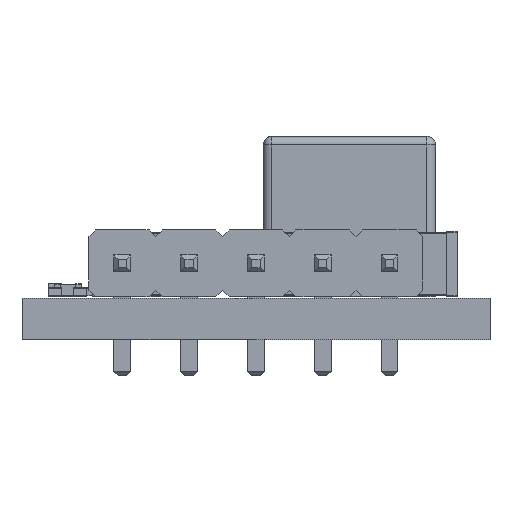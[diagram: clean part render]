
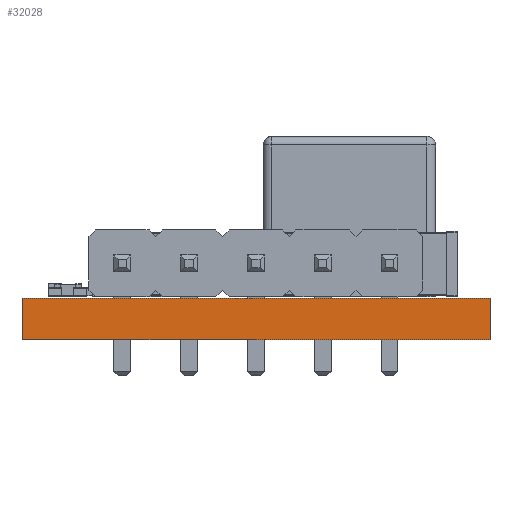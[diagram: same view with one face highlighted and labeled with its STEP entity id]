
A CAD part, front view. The second image highlights one B-rep face of the part: STEP entity #32028.
In plain terms, the highlighted planar face has unit normal (0, -1, 0).
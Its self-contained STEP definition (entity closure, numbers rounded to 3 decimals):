
#32028 = ADVANCED_FACE('',(#32029),#32043,.T.);
#32029 = FACE_BOUND('',#32030,.T.);
#32030 = EDGE_LOOP('',(#32031,#32066,#32094,#32122));
#32031 = ORIENTED_EDGE('',*,*,#32032,.T.);
#32032 = EDGE_CURVE('',#32033,#32035,#32037,.T.);
#32033 = VERTEX_POINT('',#32034);
#32034 = CARTESIAN_POINT('',(117.8,-127.05,0.));
#32035 = VERTEX_POINT('',#32036);
#32036 = CARTESIAN_POINT('',(117.8,-127.05,1.58));
#32037 = SURFACE_CURVE('',#32038,(#32042,#32054),.PCURVE_S1.);
#32038 = LINE('',#32039,#32040);
#32039 = CARTESIAN_POINT('',(117.8,-127.05,0.));
#32040 = VECTOR('',#32041,1.);
#32041 = DIRECTION('',(0.,0.,1.));
#32042 = PCURVE('',#32043,#32048);
#32043 = PLANE('',#32044);
#32044 = AXIS2_PLACEMENT_3D('',#32045,#32046,#32047);
#32045 = CARTESIAN_POINT('',(117.8,-127.05,0.));
#32046 = DIRECTION('',(0.,-1.,0.));
#32047 = DIRECTION('',(-1.,0.,0.));
#32048 = DEFINITIONAL_REPRESENTATION('',(#32049),#32053);
#32049 = LINE('',#32050,#32051);
#32050 = CARTESIAN_POINT('',(0.,-0.));
#32051 = VECTOR('',#32052,1.);
#32052 = DIRECTION('',(0.,-1.));
#32053 = ( GEOMETRIC_REPRESENTATION_CONTEXT(2) 
PARAMETRIC_REPRESENTATION_CONTEXT() REPRESENTATION_CONTEXT('2D SPACE',''
  ) );
#32054 = PCURVE('',#32055,#32060);
#32055 = PLANE('',#32056);
#32056 = AXIS2_PLACEMENT_3D('',#32057,#32058,#32059);
#32057 = CARTESIAN_POINT('',(117.8,-100.,0.));
#32058 = DIRECTION('',(1.,0.,-0.));
#32059 = DIRECTION('',(0.,-1.,0.));
#32060 = DEFINITIONAL_REPRESENTATION('',(#32061),#32065);
#32061 = LINE('',#32062,#32063);
#32062 = CARTESIAN_POINT('',(27.05,0.));
#32063 = VECTOR('',#32064,1.);
#32064 = DIRECTION('',(0.,-1.));
#32065 = ( GEOMETRIC_REPRESENTATION_CONTEXT(2) 
PARAMETRIC_REPRESENTATION_CONTEXT() REPRESENTATION_CONTEXT('2D SPACE',''
  ) );
#32066 = ORIENTED_EDGE('',*,*,#32067,.T.);
#32067 = EDGE_CURVE('',#32035,#32068,#32070,.T.);
#32068 = VERTEX_POINT('',#32069);
#32069 = CARTESIAN_POINT('',(100.,-127.05,1.58));
#32070 = SURFACE_CURVE('',#32071,(#32075,#32082),.PCURVE_S1.);
#32071 = LINE('',#32072,#32073);
#32072 = CARTESIAN_POINT('',(117.8,-127.05,1.58));
#32073 = VECTOR('',#32074,1.);
#32074 = DIRECTION('',(-1.,0.,0.));
#32075 = PCURVE('',#32043,#32076);
#32076 = DEFINITIONAL_REPRESENTATION('',(#32077),#32081);
#32077 = LINE('',#32078,#32079);
#32078 = CARTESIAN_POINT('',(0.,-1.58));
#32079 = VECTOR('',#32080,1.);
#32080 = DIRECTION('',(1.,0.));
#32081 = ( GEOMETRIC_REPRESENTATION_CONTEXT(2) 
PARAMETRIC_REPRESENTATION_CONTEXT() REPRESENTATION_CONTEXT('2D SPACE',''
  ) );
#32082 = PCURVE('',#32083,#32088);
#32083 = PLANE('',#32084);
#32084 = AXIS2_PLACEMENT_3D('',#32085,#32086,#32087);
#32085 = CARTESIAN_POINT('',(108.9,-113.525,1.58));
#32086 = DIRECTION('',(-0.,-0.,-1.));
#32087 = DIRECTION('',(-1.,0.,0.));
#32088 = DEFINITIONAL_REPRESENTATION('',(#32089),#32093);
#32089 = LINE('',#32090,#32091);
#32090 = CARTESIAN_POINT('',(-8.9,-13.525));
#32091 = VECTOR('',#32092,1.);
#32092 = DIRECTION('',(1.,0.));
#32093 = ( GEOMETRIC_REPRESENTATION_CONTEXT(2) 
PARAMETRIC_REPRESENTATION_CONTEXT() REPRESENTATION_CONTEXT('2D SPACE',''
  ) );
#32094 = ORIENTED_EDGE('',*,*,#32095,.F.);
#32095 = EDGE_CURVE('',#32096,#32068,#32098,.T.);
#32096 = VERTEX_POINT('',#32097);
#32097 = CARTESIAN_POINT('',(100.,-127.05,0.));
#32098 = SURFACE_CURVE('',#32099,(#32103,#32110),.PCURVE_S1.);
#32099 = LINE('',#32100,#32101);
#32100 = CARTESIAN_POINT('',(100.,-127.05,0.));
#32101 = VECTOR('',#32102,1.);
#32102 = DIRECTION('',(0.,0.,1.));
#32103 = PCURVE('',#32043,#32104);
#32104 = DEFINITIONAL_REPRESENTATION('',(#32105),#32109);
#32105 = LINE('',#32106,#32107);
#32106 = CARTESIAN_POINT('',(17.8,0.));
#32107 = VECTOR('',#32108,1.);
#32108 = DIRECTION('',(0.,-1.));
#32109 = ( GEOMETRIC_REPRESENTATION_CONTEXT(2) 
PARAMETRIC_REPRESENTATION_CONTEXT() REPRESENTATION_CONTEXT('2D SPACE',''
  ) );
#32110 = PCURVE('',#32111,#32116);
#32111 = PLANE('',#32112);
#32112 = AXIS2_PLACEMENT_3D('',#32113,#32114,#32115);
#32113 = CARTESIAN_POINT('',(100.,-127.05,0.));
#32114 = DIRECTION('',(-1.,0.,0.));
#32115 = DIRECTION('',(0.,1.,0.));
#32116 = DEFINITIONAL_REPRESENTATION('',(#32117),#32121);
#32117 = LINE('',#32118,#32119);
#32118 = CARTESIAN_POINT('',(0.,0.));
#32119 = VECTOR('',#32120,1.);
#32120 = DIRECTION('',(0.,-1.));
#32121 = ( GEOMETRIC_REPRESENTATION_CONTEXT(2) 
PARAMETRIC_REPRESENTATION_CONTEXT() REPRESENTATION_CONTEXT('2D SPACE',''
  ) );
#32122 = ORIENTED_EDGE('',*,*,#32123,.F.);
#32123 = EDGE_CURVE('',#32033,#32096,#32124,.T.);
#32124 = SURFACE_CURVE('',#32125,(#32129,#32136),.PCURVE_S1.);
#32125 = LINE('',#32126,#32127);
#32126 = CARTESIAN_POINT('',(117.8,-127.05,0.));
#32127 = VECTOR('',#32128,1.);
#32128 = DIRECTION('',(-1.,0.,0.));
#32129 = PCURVE('',#32043,#32130);
#32130 = DEFINITIONAL_REPRESENTATION('',(#32131),#32135);
#32131 = LINE('',#32132,#32133);
#32132 = CARTESIAN_POINT('',(0.,-0.));
#32133 = VECTOR('',#32134,1.);
#32134 = DIRECTION('',(1.,0.));
#32135 = ( GEOMETRIC_REPRESENTATION_CONTEXT(2) 
PARAMETRIC_REPRESENTATION_CONTEXT() REPRESENTATION_CONTEXT('2D SPACE',''
  ) );
#32136 = PCURVE('',#32137,#32142);
#32137 = PLANE('',#32138);
#32138 = AXIS2_PLACEMENT_3D('',#32139,#32140,#32141);
#32139 = CARTESIAN_POINT('',(108.9,-113.525,0.));
#32140 = DIRECTION('',(-0.,-0.,-1.));
#32141 = DIRECTION('',(-1.,0.,0.));
#32142 = DEFINITIONAL_REPRESENTATION('',(#32143),#32147);
#32143 = LINE('',#32144,#32145);
#32144 = CARTESIAN_POINT('',(-8.9,-13.525));
#32145 = VECTOR('',#32146,1.);
#32146 = DIRECTION('',(1.,0.));
#32147 = ( GEOMETRIC_REPRESENTATION_CONTEXT(2) 
PARAMETRIC_REPRESENTATION_CONTEXT() REPRESENTATION_CONTEXT('2D SPACE',''
  ) );
